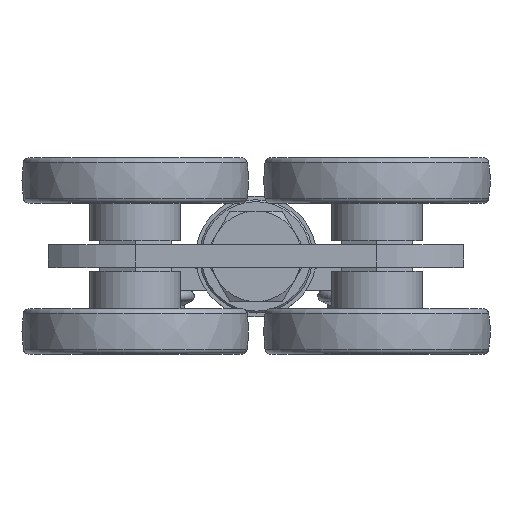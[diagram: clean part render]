
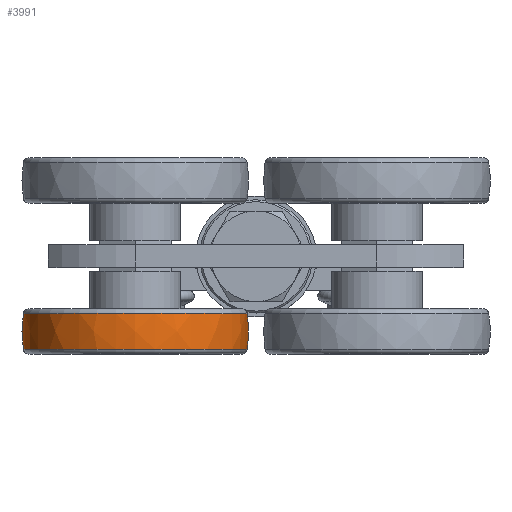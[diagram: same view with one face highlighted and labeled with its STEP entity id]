
A CAD part, top view. The second image highlights one B-rep face of the part: STEP entity #3991.
In plain terms, the highlighted free-form (B-spline) face has degree [2, 2] with [3, 9] control points.
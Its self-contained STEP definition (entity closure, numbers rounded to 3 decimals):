
#99=(
BOUNDED_SURFACE()
B_SPLINE_SURFACE(2,2,((#7205,#7206,#7207,#7208,#7209,#7210,#7211,#7212,
#7213),(#7214,#7215,#7216,#7217,#7218,#7219,#7220,#7221,#7222),(#7223,#7224,
#7225,#7226,#7227,#7228,#7229,#7230,#7231)),.UNSPECIFIED.,.F.,.T.,.F.)
B_SPLINE_SURFACE_WITH_KNOTS((3,3),(3,2,2,2,3),(-0.155,0.155),
(-3.142,-1.571,0.,1.571,3.142),
 .UNSPECIFIED.)
GEOMETRIC_REPRESENTATION_ITEM()
RATIONAL_B_SPLINE_SURFACE(((1.,0.707,1.,0.707,1.,
0.707,1.,0.707,1.),(0.988,0.699,
0.988,0.699,0.988,0.699,
0.988,0.699,0.988),(1.,0.707,
1.,0.707,1.,0.707,1.,0.707,1.)))
REPRESENTATION_ITEM('')
SURFACE()
);
#637=FACE_OUTER_BOUND('',#908,.T.);
#908=EDGE_LOOP('',(#3495,#3496,#3497,#3498,#3499,#3500));
#1638=CIRCLE('',#4671,29.634);
#1639=CIRCLE('',#4672,29.634);
#1641=CIRCLE('',#4674,29.634);
#1642=CIRCLE('',#4675,30.722);
#1643=CIRCLE('',#4676,29.634);
#1992=VERTEX_POINT('',#7199);
#1993=VERTEX_POINT('',#7201);
#1994=VERTEX_POINT('',#7232);
#1995=VERTEX_POINT('',#7233);
#2510=EDGE_CURVE('',#1992,#1993,#1638,.T.);
#2511=EDGE_CURVE('',#1993,#1992,#1639,.T.);
#2513=EDGE_CURVE('',#1994,#1995,#1641,.T.);
#2514=EDGE_CURVE('',#1994,#1992,#1642,.T.);
#2515=EDGE_CURVE('',#1995,#1994,#1643,.T.);
#3495=ORIENTED_EDGE('',*,*,#2513,.F.);
#3496=ORIENTED_EDGE('',*,*,#2514,.T.);
#3497=ORIENTED_EDGE('',*,*,#2511,.F.);
#3498=ORIENTED_EDGE('',*,*,#2510,.F.);
#3499=ORIENTED_EDGE('',*,*,#2514,.F.);
#3500=ORIENTED_EDGE('',*,*,#2515,.F.);
#3991=ADVANCED_FACE('',(#637),#99,.F.);
#4671=AXIS2_PLACEMENT_3D('',#7202,#5654,#5655);
#4672=AXIS2_PLACEMENT_3D('',#7203,#5656,#5657);
#4674=AXIS2_PLACEMENT_3D('',#7234,#5660,#5661);
#4675=AXIS2_PLACEMENT_3D('',#7235,#5662,#5663);
#4676=AXIS2_PLACEMENT_3D('',#7236,#5664,#5665);
#5654=DIRECTION('center_axis',(0.,0.,-1.));
#5655=DIRECTION('ref_axis',(1.,0.,0.));
#5656=DIRECTION('center_axis',(0.,0.,-1.));
#5657=DIRECTION('ref_axis',(1.,0.,0.));
#5660=DIRECTION('center_axis',(0.,0.,1.));
#5661=DIRECTION('ref_axis',(-1.,0.,0.));
#5662=DIRECTION('center_axis',(0.,1.,0.));
#5663=DIRECTION('ref_axis',(1.,0.,0.));
#5664=DIRECTION('center_axis',(0.,0.,1.));
#5665=DIRECTION('ref_axis',(-1.,0.,0.));
#7199=CARTESIAN_POINT('',(29.634,0.,-4.731));
#7201=CARTESIAN_POINT('',(-29.634,0.,-4.731));
#7202=CARTESIAN_POINT('Origin',(0.,0.,-4.731));
#7203=CARTESIAN_POINT('Origin',(0.,0.,-4.731));
#7205=CARTESIAN_POINT('Ctrl Pts',(29.634,0.,4.731));
#7206=CARTESIAN_POINT('Ctrl Pts',(29.634,-29.634,4.731));
#7207=CARTESIAN_POINT('Ctrl Pts',(0.,-29.634,4.731));
#7208=CARTESIAN_POINT('Ctrl Pts',(-29.634,-29.634,4.731));
#7209=CARTESIAN_POINT('Ctrl Pts',(-29.634,0.,4.731));
#7210=CARTESIAN_POINT('Ctrl Pts',(-29.634,29.634,4.731));
#7211=CARTESIAN_POINT('Ctrl Pts',(0.,29.634,4.731));
#7212=CARTESIAN_POINT('Ctrl Pts',(29.634,29.634,4.731));
#7213=CARTESIAN_POINT('Ctrl Pts',(29.634,0.,4.731));
#7214=CARTESIAN_POINT('Ctrl Pts',(30.371,0.,0.));
#7215=CARTESIAN_POINT('Ctrl Pts',(30.371,-30.371,0.));
#7216=CARTESIAN_POINT('Ctrl Pts',(0.,-30.371,0.));
#7217=CARTESIAN_POINT('Ctrl Pts',(-30.371,-30.371,0.));
#7218=CARTESIAN_POINT('Ctrl Pts',(-30.371,0.,0.));
#7219=CARTESIAN_POINT('Ctrl Pts',(-30.371,30.371,0.));
#7220=CARTESIAN_POINT('Ctrl Pts',(0.,30.371,0.));
#7221=CARTESIAN_POINT('Ctrl Pts',(30.371,30.371,0.));
#7222=CARTESIAN_POINT('Ctrl Pts',(30.371,0.,0.));
#7223=CARTESIAN_POINT('Ctrl Pts',(29.634,0.,-4.731));
#7224=CARTESIAN_POINT('Ctrl Pts',(29.634,-29.634,-4.731));
#7225=CARTESIAN_POINT('Ctrl Pts',(0.,-29.634,-4.731));
#7226=CARTESIAN_POINT('Ctrl Pts',(-29.634,-29.634,-4.731));
#7227=CARTESIAN_POINT('Ctrl Pts',(-29.634,0.,-4.731));
#7228=CARTESIAN_POINT('Ctrl Pts',(-29.634,29.634,-4.731));
#7229=CARTESIAN_POINT('Ctrl Pts',(0.,29.634,-4.731));
#7230=CARTESIAN_POINT('Ctrl Pts',(29.634,29.634,-4.731));
#7231=CARTESIAN_POINT('Ctrl Pts',(29.634,0.,-4.731));
#7232=CARTESIAN_POINT('',(29.634,0.,4.731));
#7233=CARTESIAN_POINT('',(-29.634,0.,4.731));
#7234=CARTESIAN_POINT('Origin',(0.,0.,4.731));
#7235=CARTESIAN_POINT('Origin',(-0.722,0.,
0.));
#7236=CARTESIAN_POINT('Origin',(0.,0.,4.731));
